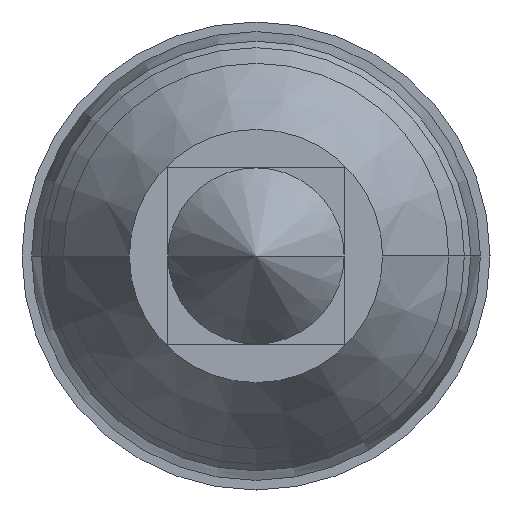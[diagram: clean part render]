
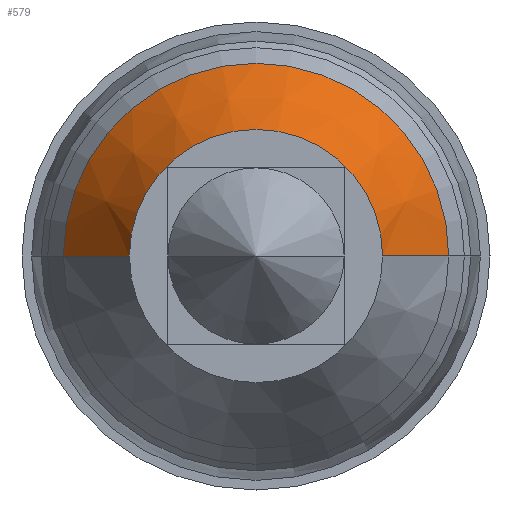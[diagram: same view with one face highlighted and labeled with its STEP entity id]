
A CAD part, front view. The second image highlights one B-rep face of the part: STEP entity #579.
In plain terms, the highlighted conical face has half-angle 30.964 degrees and reference radius 0.7 mm.
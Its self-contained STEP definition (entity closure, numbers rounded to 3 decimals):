
#82 = CIRCLE ( 'NONE', #397, 0.7 ) ;
#90 = VERTEX_POINT ( 'NONE', #607 ) ;
#98 = CARTESIAN_POINT ( 'NONE',  ( -0.46, -12.2, 0. ) ) ;
#101 = CONICAL_SURFACE ( 'NONE', #116, 0.7, 0.54 ) ;
#114 = EDGE_CURVE ( 'NONE', #458, #812, #782, .T. ) ;
#116 = AXIS2_PLACEMENT_3D ( 'NONE', #443, #371, #184 ) ;
#134 = CARTESIAN_POINT ( 'NONE',  ( 0., -11.8, 0. ) ) ;
#144 = ORIENTED_EDGE ( 'NONE', *, *, #659, .F. ) ;
#176 = DIRECTION ( 'NONE',  ( -0.514, 0.857, 0. ) ) ;
#184 = DIRECTION ( 'NONE',  ( -1., 0., 0. ) ) ;
#193 = LINE ( 'NONE', #838, #410 ) ;
#213 = VERTEX_POINT ( 'NONE', #444 ) ;
#235 = EDGE_CURVE ( 'NONE', #458, #213, #507, .T. ) ;
#265 = CARTESIAN_POINT ( 'NONE',  ( 0.46, -12.2, 0. ) ) ;
#270 = ORIENTED_EDGE ( 'NONE', *, *, #742, .T. ) ;
#371 = DIRECTION ( 'NONE',  ( 0., 1., 0. ) ) ;
#377 = CARTESIAN_POINT ( 'NONE',  ( -0.7, -11.8, 0. ) ) ;
#390 = DIRECTION ( 'NONE',  ( -1., 0., 0. ) ) ;
#397 = AXIS2_PLACEMENT_3D ( 'NONE', #134, #639, #390 ) ;
#410 = VECTOR ( 'NONE', #499, 1000. ) ;
#443 = CARTESIAN_POINT ( 'NONE',  ( 0., -11.8, 0. ) ) ;
#444 = CARTESIAN_POINT ( 'NONE',  ( -0.7, -11.8, 0. ) ) ;
#458 = VERTEX_POINT ( 'NONE', #98 ) ;
#471 = VECTOR ( 'NONE', #176, 1000. ) ;
#479 = DIRECTION ( 'NONE',  ( 0., 1., 0. ) ) ;
#492 = CARTESIAN_POINT ( 'NONE',  ( 0., -12.2, 0. ) ) ;
#499 = DIRECTION ( 'NONE',  ( 0.514, 0.857, 0. ) ) ;
#507 = LINE ( 'NONE', #377, #471 ) ;
#557 = ORIENTED_EDGE ( 'NONE', *, *, #235, .F. ) ;
#579 = ADVANCED_FACE ( 'NONE', ( #839 ), #101, .T. ) ;
#582 = ORIENTED_EDGE ( 'NONE', *, *, #114, .T. ) ;
#607 = CARTESIAN_POINT ( 'NONE',  ( 0.7, -11.8, 0. ) ) ;
#617 = DIRECTION ( 'NONE',  ( -1., 0., 0. ) ) ;
#639 = DIRECTION ( 'NONE',  ( 0., 1., 0. ) ) ;
#659 = EDGE_CURVE ( 'NONE', #213, #90, #82, .T. ) ;
#735 = AXIS2_PLACEMENT_3D ( 'NONE', #492, #479, #617 ) ;
#742 = EDGE_CURVE ( 'NONE', #812, #90, #193, .T. ) ;
#779 = EDGE_LOOP ( 'NONE', ( #582, #270, #144, #557 ) ) ;
#782 = CIRCLE ( 'NONE', #735, 0.46 ) ;
#812 = VERTEX_POINT ( 'NONE', #265 ) ;
#838 = CARTESIAN_POINT ( 'NONE',  ( 0.7, -11.8, 0. ) ) ;
#839 = FACE_OUTER_BOUND ( 'NONE', #779, .T. ) ;
